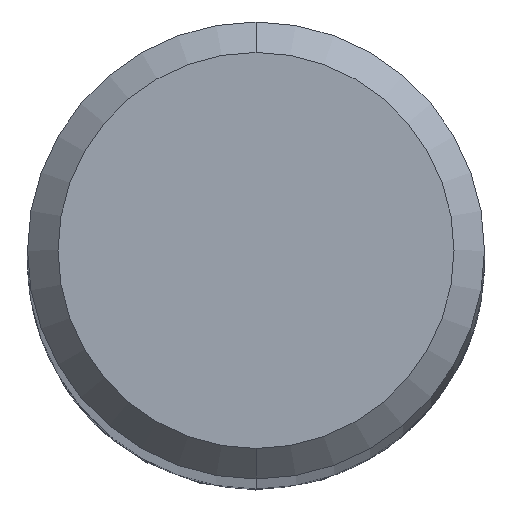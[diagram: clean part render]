
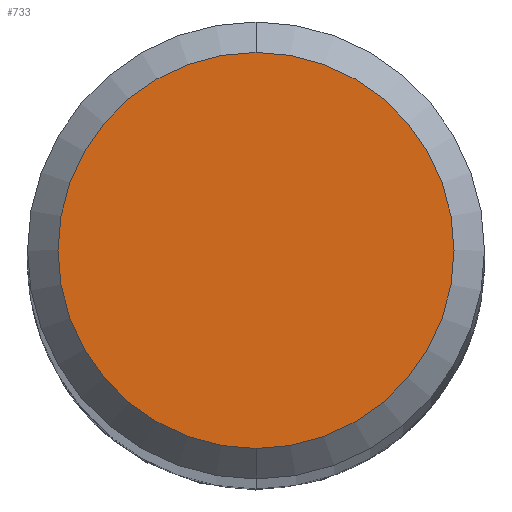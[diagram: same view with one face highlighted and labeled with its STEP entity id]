
A CAD part, top view. The second image highlights one B-rep face of the part: STEP entity #733.
In plain terms, the highlighted planar face has unit normal (0, 0, 1).
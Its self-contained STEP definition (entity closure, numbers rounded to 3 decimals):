
#469=EDGE_CURVE('',#897,#1039,#1306,.T.);
#471=EDGE_CURVE('',#1039,#897,#1308,.T.);
#733=ADVANCED_FACE('',(#1597),#1598,.T.);
#897=VERTEX_POINT('',#1773);
#1039=VERTEX_POINT('',#1929);
#1306=CIRCLE('',#2461,2.6);
#1308=CIRCLE('',#2464,2.6);
#1597=FACE_OUTER_BOUND('',#3649,.T.);
#1598=PLANE('',#3650);
#1773=CARTESIAN_POINT('',(0.0,2.6,0.0));
#1929=CARTESIAN_POINT('',(0.,-2.6,0.0));
#2461=AXIS2_PLACEMENT_3D('',#6497,#6498,#6499);
#2464=AXIS2_PLACEMENT_3D('',#6500,#6501,#6502);
#3649=EDGE_LOOP('',(#6881,#6882));
#3650=AXIS2_PLACEMENT_3D('',#6883,#6884,#6885);
#6497=CARTESIAN_POINT('',(0.0,0.0,0.0));
#6498=DIRECTION('',(0.0,0.0,-1.0));
#6499=DIRECTION('',(0.0,1.0,0.0));
#6500=CARTESIAN_POINT('',(0.0,0.0,0.0));
#6501=DIRECTION('',(0.0,0.0,-1.0));
#6502=DIRECTION('',(0.0,1.0,0.0));
#6881=ORIENTED_EDGE('',*,*,#469,.F.);
#6882=ORIENTED_EDGE('',*,*,#471,.F.);
#6883=CARTESIAN_POINT('',(0.0,1.3,0.0));
#6884=DIRECTION('',(-0.0,0.0,1.0));
#6885=DIRECTION('',(0.0,-1.0,0.0));
